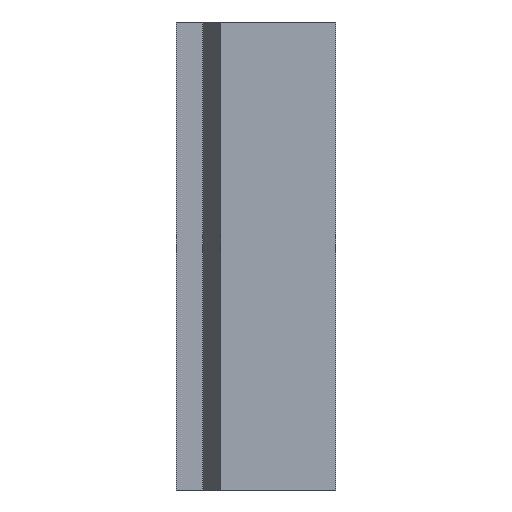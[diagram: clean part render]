
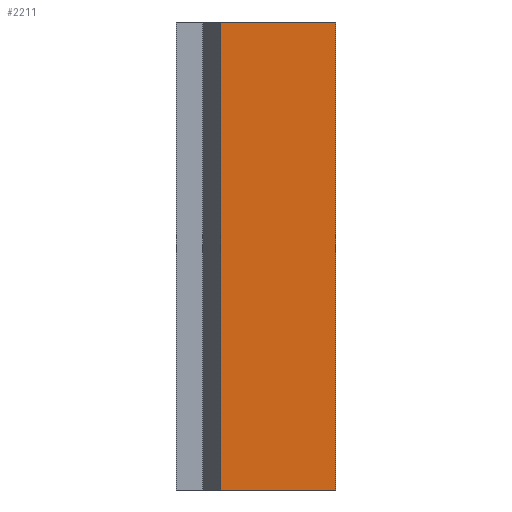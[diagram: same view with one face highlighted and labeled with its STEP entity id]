
A CAD part, left-side view. The second image highlights one B-rep face of the part: STEP entity #2211.
In plain terms, the highlighted planar face has unit normal (-1, 0, 0).
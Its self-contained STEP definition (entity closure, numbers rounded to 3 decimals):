
#15 = VECTOR ( 'NONE', #2755, 1000. ) ;
#102 = CARTESIAN_POINT ( 'NONE',  ( -37.5, 20.158, 82. ) ) ;
#118 = CARTESIAN_POINT ( 'NONE',  ( -37.5, 0., 0. ) ) ;
#143 = FACE_OUTER_BOUND ( 'NONE', #1290, .T. ) ;
#255 = LINE ( 'NONE', #1402, #15 ) ;
#389 = PLANE ( 'NONE',  #3133 ) ;
#406 = DIRECTION ( 'NONE',  ( 0., -1., 0. ) ) ;
#525 = ORIENTED_EDGE ( 'NONE', *, *, #1362, .F. ) ;
#584 = CARTESIAN_POINT ( 'NONE',  ( -37.5, 0., 82. ) ) ;
#597 = VERTEX_POINT ( 'NONE', #3004 ) ;
#632 = ORIENTED_EDGE ( 'NONE', *, *, #2126, .T. ) ;
#721 = CARTESIAN_POINT ( 'NONE',  ( -37.5, 20.158, 82. ) ) ;
#1040 = EDGE_CURVE ( 'NONE', #597, #1383, #255, .T. ) ;
#1248 = DIRECTION ( 'NONE',  ( 0., 1., 0. ) ) ;
#1290 = EDGE_LOOP ( 'NONE', ( #1831, #525, #3332, #632 ) ) ;
#1362 = EDGE_CURVE ( 'NONE', #3243, #1383, #2752, .T. ) ;
#1383 = VERTEX_POINT ( 'NONE', #118 ) ;
#1402 = CARTESIAN_POINT ( 'NONE',  ( -37.5, 20.158, 0. ) ) ;
#1529 = VECTOR ( 'NONE', #1860, 1000. ) ;
#1682 = DIRECTION ( 'NONE',  ( 0., 0., -1. ) ) ;
#1748 = VECTOR ( 'NONE', #406, 1000. ) ;
#1750 = LINE ( 'NONE', #2291, #1748 ) ;
#1831 = ORIENTED_EDGE ( 'NONE', *, *, #1040, .T. ) ;
#1860 = DIRECTION ( 'NONE',  ( 0., 0., -1. ) ) ;
#2126 = EDGE_CURVE ( 'NONE', #2708, #597, #3429, .T. ) ;
#2169 = EDGE_CURVE ( 'NONE', #2708, #3243, #1750, .T. ) ;
#2204 = CARTESIAN_POINT ( 'NONE',  ( -37.5, 0., 82. ) ) ;
#2211 = ADVANCED_FACE ( 'NONE', ( #143 ), #389, .F. ) ;
#2291 = CARTESIAN_POINT ( 'NONE',  ( -37.5, 20.158, 82. ) ) ;
#2620 = DIRECTION ( 'NONE',  ( 1., 0., 0. ) ) ;
#2708 = VERTEX_POINT ( 'NONE', #721 ) ;
#2752 = LINE ( 'NONE', #2204, #3362 ) ;
#2755 = DIRECTION ( 'NONE',  ( 0., -1., 0. ) ) ;
#3004 = CARTESIAN_POINT ( 'NONE',  ( -37.5, 20.158, 0. ) ) ;
#3119 = CARTESIAN_POINT ( 'NONE',  ( -37.5, 20.158, 82. ) ) ;
#3133 = AXIS2_PLACEMENT_3D ( 'NONE', #102, #2620, #1248 ) ;
#3243 = VERTEX_POINT ( 'NONE', #584 ) ;
#3332 = ORIENTED_EDGE ( 'NONE', *, *, #2169, .F. ) ;
#3362 = VECTOR ( 'NONE', #1682, 1000. ) ;
#3429 = LINE ( 'NONE', #3119, #1529 ) ;
